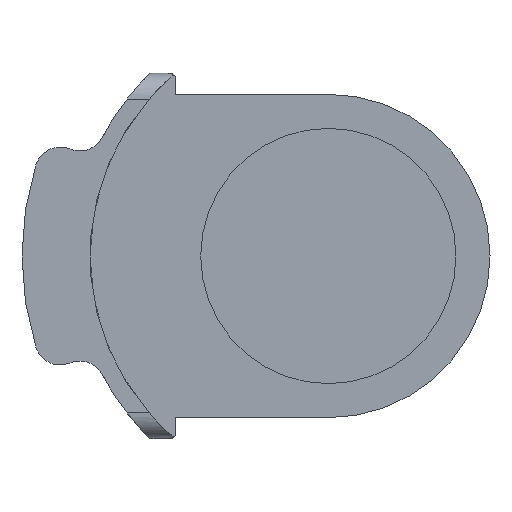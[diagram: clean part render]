
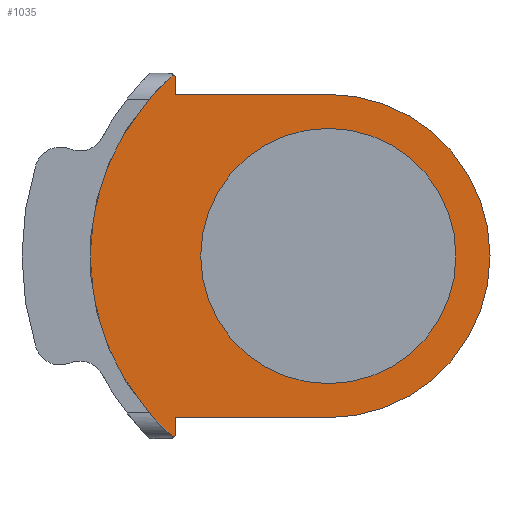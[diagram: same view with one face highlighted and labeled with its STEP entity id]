
A CAD part, left-side view. The second image highlights one B-rep face of the part: STEP entity #1035.
In plain terms, the highlighted face is planar.
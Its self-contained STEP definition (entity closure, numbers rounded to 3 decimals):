
#10 = CARTESIAN_POINT ( 'NONE',  ( -21.15, 17.997, -1.5 ) ) ;
#20 = AXIS2_PLACEMENT_3D ( 'NONE', #109, #997, #1690 ) ;
#77 = EDGE_CURVE ( 'NONE', #1345, #574, #1417, .T. ) ;
#109 = CARTESIAN_POINT ( 'NONE',  ( 0., 0., -1.5 ) ) ;
#119 = ORIENTED_EDGE ( 'NONE', *, *, #783, .F. ) ;
#124 = VERTEX_POINT ( 'NONE', #513 ) ;
#127 = DIRECTION ( 'NONE',  ( 0., 0., 1. ) ) ;
#169 = DIRECTION ( 'NONE',  ( 0., 0., 1. ) ) ;
#184 = CARTESIAN_POINT ( 'NONE',  ( 0., 17.997, -1.5 ) ) ;
#222 = LINE ( 'NONE', #573, #1444 ) ;
#226 = VERTEX_POINT ( 'NONE', #1476 ) ;
#229 = DIRECTION ( 'NONE',  ( 0.103, 0.995, 0. ) ) ;
#245 = VERTEX_POINT ( 'NONE', #2030 ) ;
#251 = ORIENTED_EDGE ( 'NONE', *, *, #1900, .T. ) ;
#271 = EDGE_CURVE ( 'NONE', #1587, #124, #943, .T. ) ;
#284 = VECTOR ( 'NONE', #1563, 1000. ) ;
#305 = VECTOR ( 'NONE', #1950, 1000. ) ;
#331 = DIRECTION ( 'NONE',  ( 1., 0., 0. ) ) ;
#345 = LINE ( 'NONE', #666, #466 ) ;
#362 = CARTESIAN_POINT ( 'NONE',  ( 21.195, 18.297, -1.5 ) ) ;
#431 = VECTOR ( 'NONE', #2141, 1000. ) ;
#446 = CARTESIAN_POINT ( 'NONE',  ( 19., 17.997, -1.5 ) ) ;
#466 = VECTOR ( 'NONE', #502, 1000. ) ;
#502 = DIRECTION ( 'NONE',  ( -0.707, -0.707, 0. ) ) ;
#513 = CARTESIAN_POINT ( 'NONE',  ( -21.195, 18.297, -1.5 ) ) ;
#515 = CARTESIAN_POINT ( 'NONE',  ( 15., 0., -1.5 ) ) ;
#523 = LINE ( 'NONE', #1237, #305 ) ;
#573 = CARTESIAN_POINT ( 'NONE',  ( -21.45, 18.297, -1.5 ) ) ;
#574 = VERTEX_POINT ( 'NONE', #765 ) ;
#603 = ORIENTED_EDGE ( 'NONE', *, *, #1736, .T. ) ;
#649 = VECTOR ( 'NONE', #746, 1000. ) ;
#666 = CARTESIAN_POINT ( 'NONE',  ( 21.45, 18.297, -1.5 ) ) ;
#693 = CARTESIAN_POINT ( 'NONE',  ( 21.195, 18.297, -1.5 ) ) ;
#698 = ORIENTED_EDGE ( 'NONE', *, *, #2286, .F. ) ;
#746 = DIRECTION ( 'NONE',  ( 0., 1., 0. ) ) ;
#755 = VERTEX_POINT ( 'NONE', #693 ) ;
#765 = CARTESIAN_POINT ( 'NONE',  ( -19., 17.997, -1.5 ) ) ;
#781 = ORIENTED_EDGE ( 'NONE', *, *, #1856, .T. ) ;
#783 = EDGE_CURVE ( 'NONE', #574, #245, #1432, .T. ) ;
#810 = AXIS2_PLACEMENT_3D ( 'NONE', #1151, #127, #2063 ) ;
#818 = FACE_OUTER_BOUND ( 'NONE', #1731, .T. ) ;
#828 = DIRECTION ( 'NONE',  ( 0., 0., -1. ) ) ;
#873 = AXIS2_PLACEMENT_3D ( 'NONE', #2280, #828, #1190 ) ;
#888 = DIRECTION ( 'NONE',  ( 1., 0., 0. ) ) ;
#901 = DIRECTION ( 'NONE',  ( 0., -1., 0. ) ) ;
#943 = LINE ( 'NONE', #1108, #2202 ) ;
#997 = DIRECTION ( 'NONE',  ( 0., 0., 1. ) ) ;
#1035 = ADVANCED_FACE ( 'NONE', ( #1876, #818 ), #2239, .F. ) ;
#1051 = CARTESIAN_POINT ( 'NONE',  ( -19., 0., -1.5 ) ) ;
#1108 = CARTESIAN_POINT ( 'NONE',  ( -21.857, 11.87, -1.5 ) ) ;
#1121 = CARTESIAN_POINT ( 'NONE',  ( -21.219, 18.066, -1.5 ) ) ;
#1130 = ORIENTED_EDGE ( 'NONE', *, *, #1436, .T. ) ;
#1151 = CARTESIAN_POINT ( 'NONE',  ( 0., 0., -1.5 ) ) ;
#1159 = ORIENTED_EDGE ( 'NONE', *, *, #2276, .F. ) ;
#1190 = DIRECTION ( 'NONE',  ( 1., 0., 0. ) ) ;
#1206 = VERTEX_POINT ( 'NONE', #1765 ) ;
#1228 = ORIENTED_EDGE ( 'NONE', *, *, #1695, .T. ) ;
#1237 = CARTESIAN_POINT ( 'NONE',  ( 0., 17.997, -1.5 ) ) ;
#1285 = LINE ( 'NONE', #2019, #649 ) ;
#1320 = ORIENTED_EDGE ( 'NONE', *, *, #1343, .T. ) ;
#1325 = CIRCLE ( 'NONE', #873, 28. ) ;
#1343 = EDGE_CURVE ( 'NONE', #755, #1930, #2105, .T. ) ;
#1345 = VERTEX_POINT ( 'NONE', #10 ) ;
#1417 = LINE ( 'NONE', #184, #431 ) ;
#1432 = LINE ( 'NONE', #1051, #284 ) ;
#1436 = EDGE_CURVE ( 'NONE', #1345, #1587, #222, .T. ) ;
#1444 = VECTOR ( 'NONE', #1653, 1000. ) ;
#1464 = CARTESIAN_POINT ( 'NONE',  ( 21.195, 18.042, -1.5 ) ) ;
#1476 = CARTESIAN_POINT ( 'NONE',  ( 21.15, 17.997, -1.5 ) ) ;
#1522 = VECTOR ( 'NONE', #901, 1000. ) ;
#1523 = VERTEX_POINT ( 'NONE', #446 ) ;
#1547 = CARTESIAN_POINT ( 'NONE',  ( -15., 0., -1.5 ) ) ;
#1563 = DIRECTION ( 'NONE',  ( 0., -1., 0. ) ) ;
#1587 = VERTEX_POINT ( 'NONE', #1121 ) ;
#1623 = CIRCLE ( 'NONE', #1705, 15. ) ;
#1653 = DIRECTION ( 'NONE',  ( -0.707, 0.707, 0. ) ) ;
#1654 = EDGE_LOOP ( 'NONE', ( #251, #603 ) ) ;
#1690 = DIRECTION ( 'NONE',  ( 1., 0., 0. ) ) ;
#1695 = EDGE_CURVE ( 'NONE', #124, #755, #1325, .T. ) ;
#1705 = AXIS2_PLACEMENT_3D ( 'NONE', #1943, #1766, #331 ) ;
#1731 = EDGE_LOOP ( 'NONE', ( #698, #119, #2268, #1130, #2195, #1228, #1320, #781, #1159, #2111 ) ) ;
#1736 = EDGE_CURVE ( 'NONE', #1883, #2109, #2194, .T. ) ;
#1765 = CARTESIAN_POINT ( 'NONE',  ( 19., 0., -1.5 ) ) ;
#1766 = DIRECTION ( 'NONE',  ( 0., 0., 1. ) ) ;
#1774 = CARTESIAN_POINT ( 'NONE',  ( 0., 0., -1.5 ) ) ;
#1856 = EDGE_CURVE ( 'NONE', #1930, #226, #345, .T. ) ;
#1876 = FACE_BOUND ( 'NONE', #1654, .T. ) ;
#1883 = VERTEX_POINT ( 'NONE', #515 ) ;
#1900 = EDGE_CURVE ( 'NONE', #2109, #1883, #1623, .T. ) ;
#1920 = EDGE_CURVE ( 'NONE', #1206, #1523, #1285, .T. ) ;
#1930 = VERTEX_POINT ( 'NONE', #1464 ) ;
#1943 = CARTESIAN_POINT ( 'NONE',  ( 0., 0., -1.5 ) ) ;
#1950 = DIRECTION ( 'NONE',  ( 1., 0., 0. ) ) ;
#2003 = AXIS2_PLACEMENT_3D ( 'NONE', #1774, #169, #888 ) ;
#2019 = CARTESIAN_POINT ( 'NONE',  ( 19., 0., -1.5 ) ) ;
#2030 = CARTESIAN_POINT ( 'NONE',  ( -19., 0., -1.5 ) ) ;
#2063 = DIRECTION ( 'NONE',  ( 1., 0., 0. ) ) ;
#2082 = CIRCLE ( 'NONE', #2003, 19. ) ;
#2105 = LINE ( 'NONE', #362, #1522 ) ;
#2109 = VERTEX_POINT ( 'NONE', #1547 ) ;
#2111 = ORIENTED_EDGE ( 'NONE', *, *, #1920, .F. ) ;
#2141 = DIRECTION ( 'NONE',  ( 1., 0., 0. ) ) ;
#2194 = CIRCLE ( 'NONE', #810, 15. ) ;
#2195 = ORIENTED_EDGE ( 'NONE', *, *, #271, .T. ) ;
#2202 = VECTOR ( 'NONE', #229, 1000. ) ;
#2239 = PLANE ( 'NONE',  #20 ) ;
#2268 = ORIENTED_EDGE ( 'NONE', *, *, #77, .F. ) ;
#2276 = EDGE_CURVE ( 'NONE', #1523, #226, #523, .T. ) ;
#2280 = CARTESIAN_POINT ( 'NONE',  ( 0., 0., -1.5 ) ) ;
#2286 = EDGE_CURVE ( 'NONE', #245, #1206, #2082, .T. ) ;
